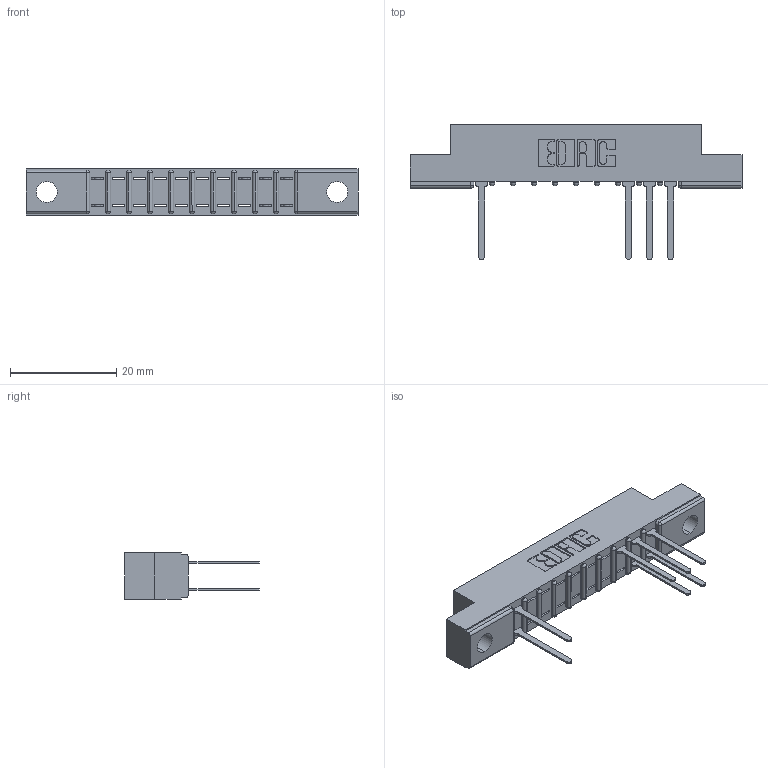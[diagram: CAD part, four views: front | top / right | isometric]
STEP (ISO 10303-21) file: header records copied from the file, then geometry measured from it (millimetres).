
FILE_DESCRIPTION (( 'STEP AP203' ), '1' );
FILE_NAME ('307-020-542-202.STEP', '2018-08-04T01:45:15', ( '' ), ( '' ), 'SwSTEP 2.0', 'SolidWorks 2016', '' );
FILE_SCHEMA (( 'CONFIG_CONTROL_DESIGN' ));
Length unit declared in the file: inch
Products named in the file (3): 307 Part_.128 Dia Mounting Holes; 307-290-001_542; 307-020-542-202
Assembly tree (8 placements, depth 2):
  307-020-542-202
    307 Part_.128 Dia Mounting Holes
    307-290-001_542  x7
Bounding box: 62.64 x 25.43 x 8.71 mm (x, y, z)
Volume: 3869 mm3; surface area: 5209.6 mm2
Topology: 8 solids, 8 shells, 581 faces, 1649 edges, 1058 vertices
Faces by surface type: plane 365, cylinder 194, sphere 22
Entity records: 12392 total; most frequent: CARTESIAN_POINT 2089, ORIENTED_EDGE 2078, DIRECTION 2047, EDGE_CURVE 1039, VECTOR 783, LINE 783, VERTEX_POINT 674, AXIS2_PLACEMENT_3D 632
